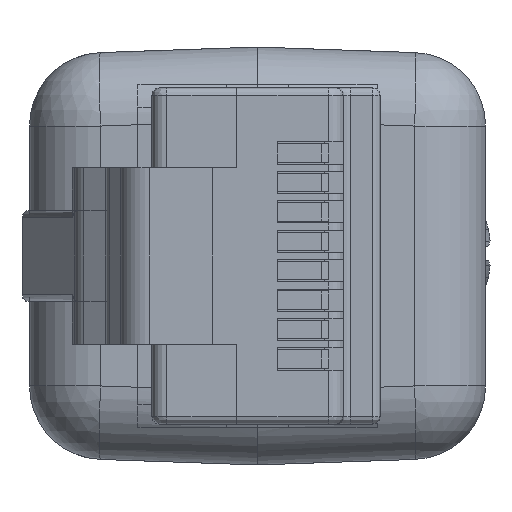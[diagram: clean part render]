
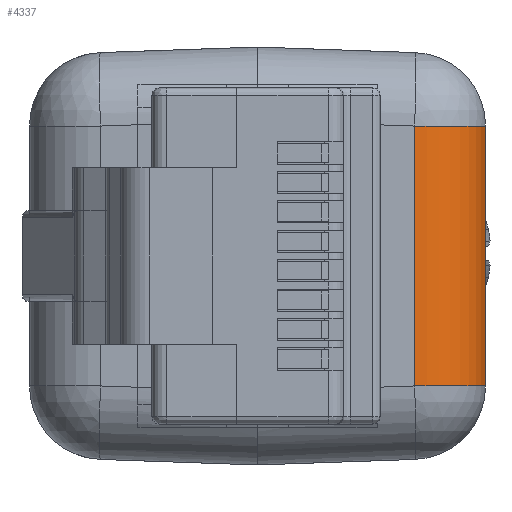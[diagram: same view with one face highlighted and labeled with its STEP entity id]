
A CAD part, left-side view. The second image highlights one B-rep face of the part: STEP entity #4337.
In plain terms, the highlighted cylindrical face has radius 2.54 mm (diameter 5.08 mm), a partial arc.
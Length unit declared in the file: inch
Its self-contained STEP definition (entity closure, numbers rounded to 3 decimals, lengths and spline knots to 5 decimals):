
#3351 = ORIENTED_EDGE ( 'NONE', *, *, #4586, .T. ) ;
#3352 = ORIENTED_EDGE ( 'NONE', *, *, #4578, .F. ) ;
#3353 = ORIENTED_EDGE ( 'NONE', *, *, #4588, .F. ) ;
#3354 = ORIENTED_EDGE ( 'NONE', *, *, #4468, .F. ) ;
#4337 = ADVANCED_FACE ( 'NONE', ( #29551 ), #29556, .T. ) ;
#4468 = EDGE_CURVE ( 'NONE', #6113, #6119, #30006, .T. ) ;
#4578 = EDGE_CURVE ( 'NONE', #6211, #6212, #30916, .T. ) ;
#4586 = EDGE_CURVE ( 'NONE', #6113, #6212, #30489, .T. ) ;
#4588 = EDGE_CURVE ( 'NONE', #6119, #6211, #30491, .T. ) ;
#6113 = VERTEX_POINT ( 'NONE', #39058 ) ;
#6119 = VERTEX_POINT ( 'NONE', #39064 ) ;
#6211 = VERTEX_POINT ( 'NONE', #39156 ) ;
#6212 = VERTEX_POINT ( 'NONE', #39157 ) ;
#12842 = EDGE_LOOP ( 'NONE', ( #3351, #3352, #3353, #3354 ) ) ;
#29551 = FACE_OUTER_BOUND ( 'NONE', #12842, .T. ) ;
#29553 = DIRECTION ( 'NONE',  ( 0., -1., 0. ) ) ;
#29556 = CYLINDRICAL_SURFACE ( 'NONE', #30179, 0.1 ) ;
#29557 = CARTESIAN_POINT ( 'NONE',  ( 0.10739, 0., -0.21 ) ) ;
#29559 = DIRECTION ( 'NONE',  ( 0., 0., -1. ) ) ;
#30006 = LINE ( 'NONE', #30013, #30348 ) ;
#30013 = CARTESIAN_POINT ( 'NONE',  ( 0.00746, 0., -0.21349 ) ) ;
#30014 = DIRECTION ( 'NONE',  ( 0., -1., 0. ) ) ;
#30179 = AXIS2_PLACEMENT_3D ( 'NONE', #29557, #29553, #29559 ) ;
#30348 = VECTOR ( 'NONE', #30014, 39.37008 ) ;
#30479 = VECTOR ( 'NONE', #30918, 39.37008 ) ;
#30489 = CIRCLE ( 'NONE', #30492, 0.1 ) ;
#30491 = CIRCLE ( 'NONE', #30496, 0.1 ) ;
#30492 = AXIS2_PLACEMENT_3D ( 'NONE', #30943, #30944, #30945 ) ;
#30496 = AXIS2_PLACEMENT_3D ( 'NONE', #30950, #30951, #30952 ) ;
#30916 = LINE ( 'NONE', #30917, #30479 ) ;
#30917 = CARTESIAN_POINT ( 'NONE',  ( 0.10739, 0.568, -0.31 ) ) ;
#30918 = DIRECTION ( 'NONE',  ( 0., 1., 0. ) ) ;
#30943 = CARTESIAN_POINT ( 'NONE',  ( 0.10739, 0.46061, -0.21 ) ) ;
#30944 = DIRECTION ( 'NONE',  ( 0., -1., 0. ) ) ;
#30945 = DIRECTION ( 'NONE',  ( -1., 0., 0. ) ) ;
#30950 = CARTESIAN_POINT ( 'NONE',  ( 0.10739, 0.10739, -0.21 ) ) ;
#30951 = DIRECTION ( 'NONE',  ( 0., -1., 0. ) ) ;
#30952 = DIRECTION ( 'NONE',  ( 0., 0., -1. ) ) ;
#39058 = CARTESIAN_POINT ( 'NONE',  ( 0.00746, 0.46061, -0.21349 ) ) ;
#39064 = CARTESIAN_POINT ( 'NONE',  ( 0.00746, 0.10739, -0.21349 ) ) ;
#39156 = CARTESIAN_POINT ( 'NONE',  ( 0.10739, 0.10739, -0.31 ) ) ;
#39157 = CARTESIAN_POINT ( 'NONE',  ( 0.10739, 0.46061, -0.31 ) ) ;
